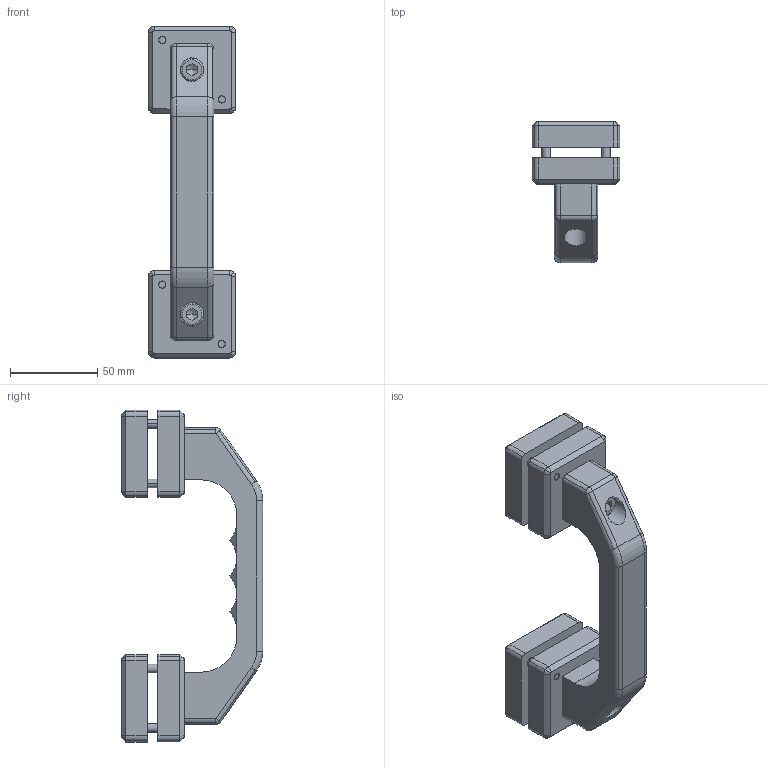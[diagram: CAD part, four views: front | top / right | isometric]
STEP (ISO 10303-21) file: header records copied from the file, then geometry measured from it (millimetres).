
FILE_DESCRIPTION((''),'2;1');
FILE_NAME('SZ8015N.stp','2009-10-20T10:02:07',(''),(''),'Mechanical Desktop 2007','Mechanical Desktop 2007',', , ');
FILE_SCHEMA(('CONFIG_CONTROL_DESIGN'));
Length unit declared in the file: millimetre
Products named in the file (2): DRAWING3; SZ8015N
Assembly tree (1 placements, depth 2):
  DRAWING3
    SZ8015N
Bounding box: 50 x 81 x 190 mm (x, y, z)
Volume: 228728.7 mm3; surface area: 61869.5 mm2
Topology: 11 solids, 11 shells, 364 faces, 893 edges, 562 vertices
Faces by surface type: plane 151, cylinder 99, cone 56, bspline 38, torus 16, sphere 4
Entity records: 11127 total; most frequent: CARTESIAN_POINT 2449, DIRECTION 1843, ORIENTED_EDGE 1754, EDGE_CURVE 877, AXIS2_PLACEMENT_3D 686, VERTEX_POINT 562, VECTOR 471, LINE 471
